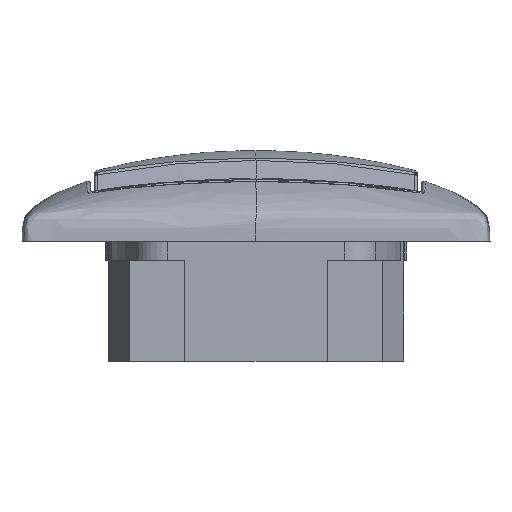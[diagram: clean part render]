
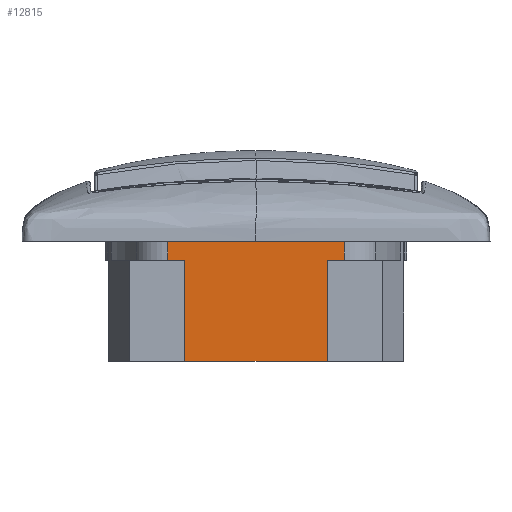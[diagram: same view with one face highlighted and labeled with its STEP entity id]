
A CAD part, left-side view. The second image highlights one B-rep face of the part: STEP entity #12815.
In plain terms, the highlighted planar face has unit normal (-1, 0, 0).
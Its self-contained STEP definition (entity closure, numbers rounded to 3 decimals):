
#12815=ADVANCED_FACE('',(#37417),#37419,.T.);
#37417=FACE_BOUND('',#37418,.T.);
#37418=EDGE_LOOP('',(#46194,#46195,#46196,#46197,#46198,#46199,#46200,#46201));
#37419=PLANE('',#37420);
#37420=AXIS2_PLACEMENT_3D('',#37421,#37422,#37423);
#37421=CARTESIAN_POINT('',(-25.7,-15.481,-5.5));
#37422=DIRECTION('',(-1.,0.,0.));
#37423=DIRECTION('',(0.,1.,0.));
#46194=ORIENTED_EDGE('',*,*,#50353,.T.);
#46195=ORIENTED_EDGE('',*,*,#50429,.T.);
#46196=ORIENTED_EDGE('',*,*,#50430,.F.);
#46197=ORIENTED_EDGE('',*,*,#50431,.T.);
#46198=ORIENTED_EDGE('',*,*,#50432,.F.);
#46199=ORIENTED_EDGE('',*,*,#50433,.F.);
#46200=ORIENTED_EDGE('',*,*,#50434,.F.);
#46201=ORIENTED_EDGE('',*,*,#50435,.F.);
#50353=EDGE_CURVE('',#52583,#51298,#56900,.T.);
#50429=EDGE_CURVE('',#51298,#57014,#57016,.T.);
#50430=EDGE_CURVE('',#57017,#57014,#57018,.T.);
#50431=EDGE_CURVE('',#57017,#57019,#57020,.T.);
#50432=EDGE_CURVE('',#57021,#57019,#57022,.T.);
#50433=EDGE_CURVE('',#57023,#57021,#57024,.T.);
#50434=EDGE_CURVE('',#57025,#57023,#57026,.T.);
#50435=EDGE_CURVE('',#52583,#57025,#57027,.T.);
#51298=VERTEX_POINT('',#60194);
#52583=VERTEX_POINT('',#67091);
#56900=LINE('',#98191,#98192);
#57014=VERTEX_POINT('',#98738);
#57016=LINE('',#98743,#98744);
#57017=VERTEX_POINT('',#98746);
#57018=LINE('',#98747,#98748);
#57019=VERTEX_POINT('',#98750);
#57020=LINE('',#98751,#98752);
#57021=VERTEX_POINT('',#98754);
#57022=LINE('',#98755,#98756);
#57023=VERTEX_POINT('',#98758);
#57024=LINE('',#98759,#98760);
#57025=VERTEX_POINT('',#98762);
#57026=LINE('',#98763,#98764);
#57027=LINE('',#98766,#98767);
#60194=CARTESIAN_POINT('',(-25.7,15.481,-6.));
#67091=CARTESIAN_POINT('',(-25.7,-15.481,-6.));
#98191=CARTESIAN_POINT('',(-25.7,-15.481,-6.));
#98192=VECTOR('',#98193,1.);
#98193=DIRECTION('',(0.,1.,0.));
#98738=CARTESIAN_POINT('',(-25.7,15.481,-9.3));
#98743=CARTESIAN_POINT('',(-25.7,15.481,-6.));
#98744=VECTOR('',#98745,1.);
#98745=DIRECTION('',(0.,0.,-1.));
#98746=CARTESIAN_POINT('',(-25.7,12.444,-9.3));
#98747=CARTESIAN_POINT('',(-25.7,12.444,-9.3));
#98748=VECTOR('',#98749,1.);
#98749=DIRECTION('',(0.,1.,0.));
#98750=CARTESIAN_POINT('',(-25.7,12.444,-27.));
#98751=CARTESIAN_POINT('',(-25.7,12.444,-9.3));
#98752=VECTOR('',#98753,1.);
#98753=DIRECTION('',(0.,0.,-1.));
#98754=CARTESIAN_POINT('',(-25.7,-12.444,-27.));
#98755=CARTESIAN_POINT('',(-25.7,-12.444,-27.));
#98756=VECTOR('',#98757,1.);
#98757=DIRECTION('',(0.,1.,0.));
#98758=CARTESIAN_POINT('',(-25.7,-12.444,-9.3));
#98759=CARTESIAN_POINT('',(-25.7,-12.444,-9.3));
#98760=VECTOR('',#98761,1.);
#98761=DIRECTION('',(0.,0.,-1.));
#98762=CARTESIAN_POINT('',(-25.7,-15.481,-9.3));
#98763=CARTESIAN_POINT('',(-25.7,-15.481,-9.3));
#98764=VECTOR('',#98765,1.);
#98765=DIRECTION('',(0.,1.,0.));
#98766=CARTESIAN_POINT('',(-25.7,-15.481,-6.));
#98767=VECTOR('',#98768,1.);
#98768=DIRECTION('',(0.,0.,-1.));
